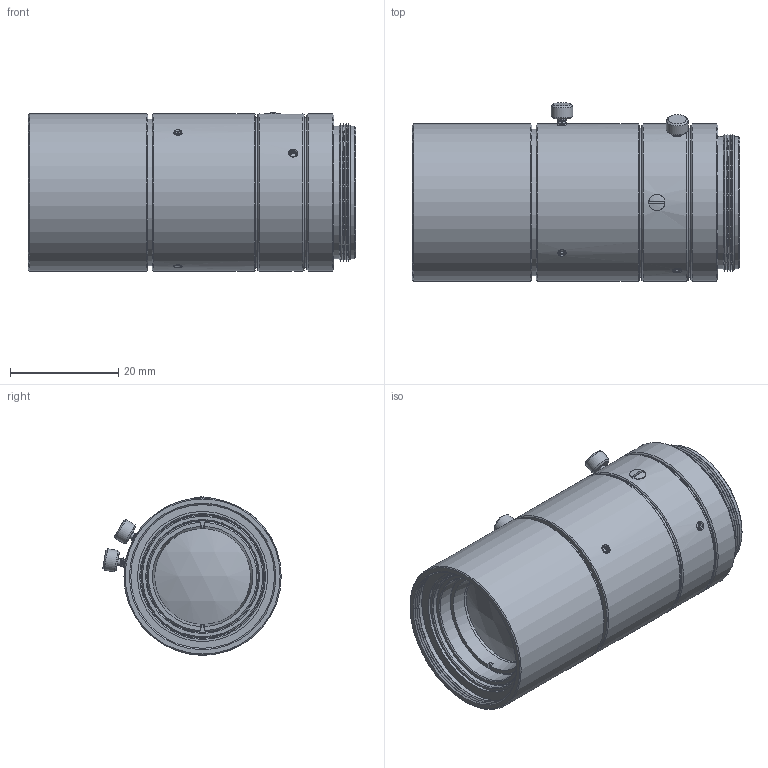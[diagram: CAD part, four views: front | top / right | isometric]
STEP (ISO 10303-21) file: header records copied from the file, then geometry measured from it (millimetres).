
FILE_DESCRIPTION(/* description */ (''),/* implementation_level */ '2;1');
FILE_NAME(/* name */ 'SASF-C-HD-F50-M27_3D-CAD.stp',/* time_stamp */ '2021-10-07T11:48:19-04:00',/* author */ ('us0alz'),/* organization */ (''),/* preprocessor_version */ 'ST-DEVELOPER v17',/* originating_system */ 'Autodesk Inventor 2019',/* authorisation */ '');
FILE_SCHEMA (('AUTOMOTIVE_DESIGN { 1 0 10303 214 3 1 1 }'));
Length unit declared in the file: millimetre
Products named in the file (1): SASF-C-HD-F50-M27_3D-CAD
Bounding box: 60.32 x 32.92 x 29.17 mm (x, y, z)
Volume: 29088.3 mm3; surface area: 14343.1 mm2
Topology: 1 solids, 13 shells, 332 faces, 910 edges, 623 vertices
Faces by surface type: cone 156, plane 99, cylinder 73, sphere 4
Full cylindrical faces by diameter (mm): 1.3 x2, 1.5 x4, 2 x4, 4 x2, 9.9 x1, 13.5 x1, 17.7 x1, 20.6 x1, 21.8 x1, 22.5 x1, 22.6 x1, 22.8 x1, 23 x1, 24 x2, 24.4 x2, 24.5 x1, 25 x3, 27 x1, 27.5 x4, 28 x2, 29 x4
Entity records: 11360 total; most frequent: CARTESIAN_POINT 2394, DIRECTION 2031, ORIENTED_EDGE 1820, EDGE_CURVE 910, AXIS2_PLACEMENT_3D 839, VERTEX_POINT 623, CIRCLE 506, EDGE_LOOP 379
